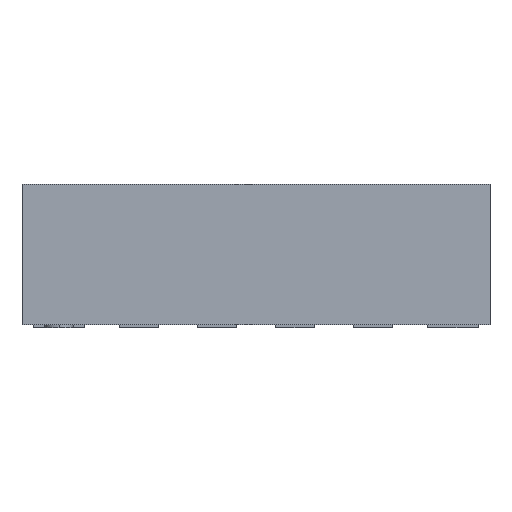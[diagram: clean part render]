
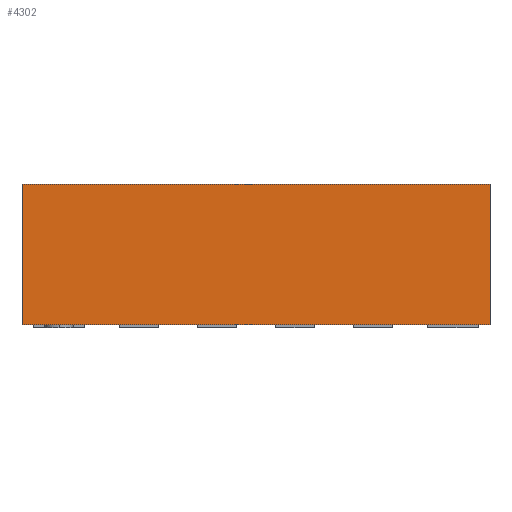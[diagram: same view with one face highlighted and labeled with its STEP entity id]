
A CAD part, left-side view. The second image highlights one B-rep face of the part: STEP entity #4302.
In plain terms, the highlighted planar face has unit normal (-1, 0, 0).
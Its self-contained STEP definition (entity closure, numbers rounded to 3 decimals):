
#112 = EDGE_CURVE ( 'NONE', #4592, #12001, #6080, .T. ) ;
#197 = PLANE ( 'NONE',  #9930 ) ;
#273 = CARTESIAN_POINT ( 'NONE',  ( -1.5, -1.5, 0.92 ) ) ;
#562 = CARTESIAN_POINT ( 'NONE',  ( -1.5, 1.5, 0.02 ) ) ;
#849 = ORIENTED_EDGE ( 'NONE', *, *, #112, .F. ) ;
#953 = LINE ( 'NONE', #4290, #1689 ) ;
#1381 = DIRECTION ( 'NONE',  ( 0., -1., 0. ) ) ;
#1689 = VECTOR ( 'NONE', #3198, 1000. ) ;
#2154 = CARTESIAN_POINT ( 'NONE',  ( -1.5, -1.5, 0.92 ) ) ;
#2452 = ORIENTED_EDGE ( 'NONE', *, *, #11957, .F. ) ;
#3198 = DIRECTION ( 'NONE',  ( 0., 0., -1. ) ) ;
#3234 = VERTEX_POINT ( 'NONE', #13449 ) ;
#3555 = DIRECTION ( 'NONE',  ( 0., 0., -1. ) ) ;
#3712 = LINE ( 'NONE', #11048, #6892 ) ;
#4085 = CARTESIAN_POINT ( 'NONE',  ( -1.5, 1.5, 0.92 ) ) ;
#4290 = CARTESIAN_POINT ( 'NONE',  ( -1.5, 1.5, 0.92 ) ) ;
#4302 = ADVANCED_FACE ( 'NONE', ( #7085 ), #197, .F. ) ;
#4592 = VERTEX_POINT ( 'NONE', #4085 ) ;
#4911 = CARTESIAN_POINT ( 'NONE',  ( -1.5, -1.5, 0.92 ) ) ;
#5498 = EDGE_CURVE ( 'NONE', #4592, #7010, #953, .T. ) ;
#6080 = LINE ( 'NONE', #4911, #14432 ) ;
#6892 = VECTOR ( 'NONE', #1381, 1000. ) ;
#6998 = DIRECTION ( 'NONE',  ( 0., 0., -1. ) ) ;
#7010 = VERTEX_POINT ( 'NONE', #562 ) ;
#7085 = FACE_OUTER_BOUND ( 'NONE', #8927, .T. ) ;
#8927 = EDGE_LOOP ( 'NONE', ( #12491, #2452, #849, #12394 ) ) ;
#9620 = EDGE_CURVE ( 'NONE', #7010, #3234, #3712, .T. ) ;
#9714 = DIRECTION ( 'NONE',  ( 0., -1., 0. ) ) ;
#9930 = AXIS2_PLACEMENT_3D ( 'NONE', #273, #14360, #3555 ) ;
#11048 = CARTESIAN_POINT ( 'NONE',  ( -1.5, -1.5, 0.02 ) ) ;
#11918 = LINE ( 'NONE', #2154, #12121 ) ;
#11957 = EDGE_CURVE ( 'NONE', #12001, #3234, #11918, .T. ) ;
#12001 = VERTEX_POINT ( 'NONE', #15477 ) ;
#12121 = VECTOR ( 'NONE', #6998, 1000. ) ;
#12394 = ORIENTED_EDGE ( 'NONE', *, *, #5498, .T. ) ;
#12491 = ORIENTED_EDGE ( 'NONE', *, *, #9620, .T. ) ;
#13449 = CARTESIAN_POINT ( 'NONE',  ( -1.5, -1.5, 0.02 ) ) ;
#14360 = DIRECTION ( 'NONE',  ( 1., 0., 0. ) ) ;
#14432 = VECTOR ( 'NONE', #9714, 1000. ) ;
#15477 = CARTESIAN_POINT ( 'NONE',  ( -1.5, -1.5, 0.92 ) ) ;
